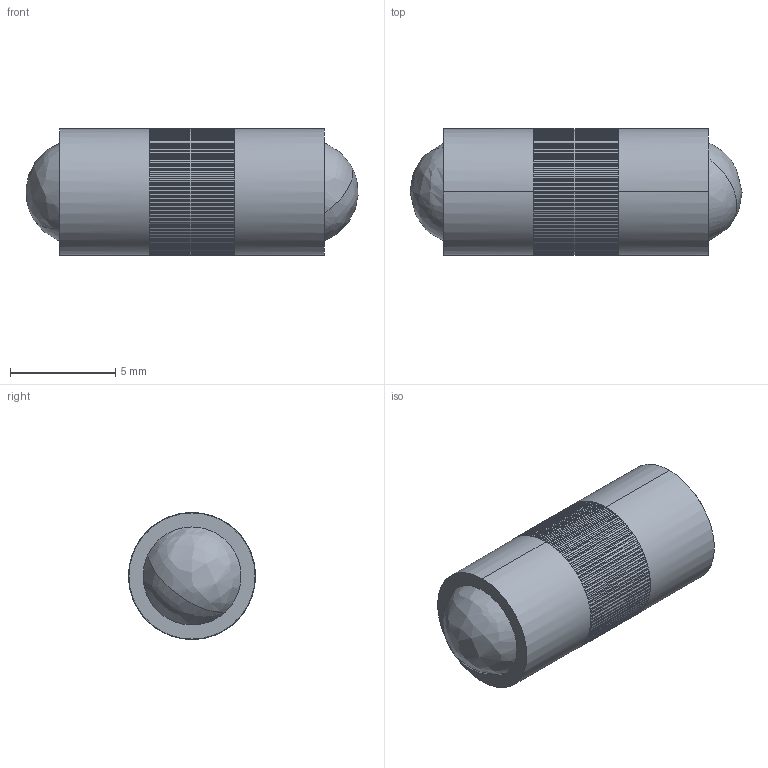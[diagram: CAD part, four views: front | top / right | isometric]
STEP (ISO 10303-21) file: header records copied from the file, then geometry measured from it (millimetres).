
FILE_DESCRIPTION(('STEP AP214'),'1');
FILE_NAME(' ',' ',('TraceParts'),('TraceParts S.A.'),'XStep 1.0',' ',' ');
FILE_SCHEMA(('automotive_design'));
Length unit declared in the file: millimetre
Products named in the file (1): 1
Bounding box: 15.79 x 6.03 x 6.03 mm (x, y, z)
Volume: 243 mm3; surface area: 586.8 mm2
Topology: 1 solids, 2 shells, 418 faces, 1042 edges, 624 vertices
Faces by surface type: plane 404, bspline 8, cylinder 6
Entity records: 34217 total; most frequent: CARTESIAN_POINT 12532, DIRECTION 2160, STYLED_ITEM 2076, PRESENTATION_STYLE_ASSIGNMENT 2076, COLOUR_RGB 2076, ORIENTED_EDGE 2068, EDGE_CURVE 1034, CURVE_STYLE 1034
